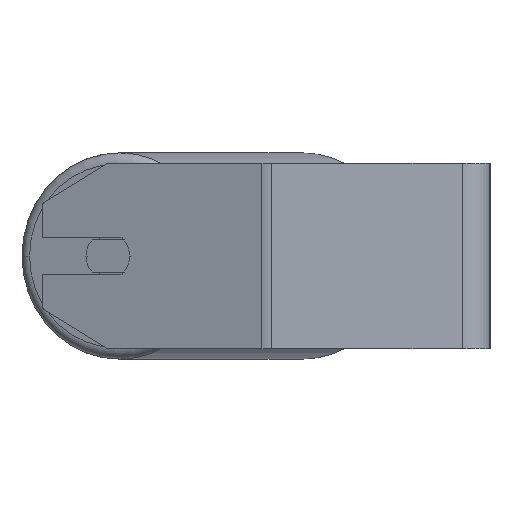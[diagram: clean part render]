
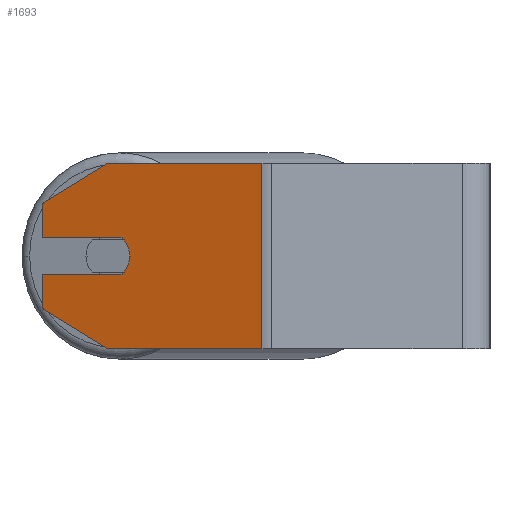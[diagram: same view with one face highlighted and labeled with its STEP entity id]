
A CAD part, left-side view. The second image highlights one B-rep face of the part: STEP entity #1693.
In plain terms, the highlighted planar face has unit normal (-0.94, 0.342, 0).
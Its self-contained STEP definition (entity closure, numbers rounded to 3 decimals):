
#60 = VECTOR ( 'NONE', #4010, 1000. ) ;
#167 = PLANE ( 'NONE',  #3445 ) ;
#256 = VECTOR ( 'NONE', #1603, 1000. ) ;
#259 = AXIS2_PLACEMENT_3D ( 'NONE', #5448, #7274, #3263 ) ;
#292 = VERTEX_POINT ( 'NONE', #5057 ) ;
#550 = LINE ( 'NONE', #3393, #5471 ) ;
#575 = CARTESIAN_POINT ( 'NONE',  ( -279.276, 98.331, -40. ) ) ;
#680 = CARTESIAN_POINT ( 'NONE',  ( -257.122, 159.2, 8. ) ) ;
#982 = CARTESIAN_POINT ( 'NONE',  ( -279.276, 98.331, 40. ) ) ;
#1105 = DIRECTION ( 'NONE',  ( 0., 0., -1. ) ) ;
#1213 = DIRECTION ( 'NONE',  ( -0.342, -0.94, 0. ) ) ;
#1255 = LINE ( 'NONE', #4594, #6077 ) ;
#1544 = VERTEX_POINT ( 'NONE', #575 ) ;
#1603 = DIRECTION ( 'NONE',  ( 0.296, 0.814, -0.5 ) ) ;
#1632 = VERTEX_POINT ( 'NONE', #680 ) ;
#1636 = CARTESIAN_POINT ( 'NONE',  ( -244.809, 193.029, 40. ) ) ;
#1693 = ADVANCED_FACE ( 'NONE', ( #3166 ), #167, .F. ) ;
#1716 = ORIENTED_EDGE ( 'NONE', *, *, #3057, .T. ) ;
#1768 = CARTESIAN_POINT ( 'NONE',  ( -255.07, 164.838, -40. ) ) ;
#1789 = CARTESIAN_POINT ( 'NONE',  ( -244.809, 193.029, 8. ) ) ;
#1918 = EDGE_LOOP ( 'NONE', ( #5505, #6662, #3565, #4541, #6056, #5403, #2463, #1716, #3802, #2617, #2628 ) ) ;
#1926 = CARTESIAN_POINT ( 'NONE',  ( -255.07, 164.838, -40. ) ) ;
#2085 = LINE ( 'NONE', #4463, #256 ) ;
#2158 = VECTOR ( 'NONE', #5655, 1000. ) ;
#2167 = DIRECTION ( 'NONE',  ( -0.342, -0.94, 0. ) ) ;
#2280 = AXIS2_PLACEMENT_3D ( 'NONE', #6732, #5791, #2167 ) ;
#2332 = LINE ( 'NONE', #1768, #3004 ) ;
#2371 = CARTESIAN_POINT ( 'NONE',  ( -244.809, 193.029, -22.679 ) ) ;
#2390 = LINE ( 'NONE', #6838, #60 ) ;
#2440 = EDGE_CURVE ( 'NONE', #3473, #4175, #3917, .T. ) ;
#2463 = ORIENTED_EDGE ( 'NONE', *, *, #6950, .F. ) ;
#2617 = ORIENTED_EDGE ( 'NONE', *, *, #4022, .F. ) ;
#2628 = ORIENTED_EDGE ( 'NONE', *, *, #3465, .F. ) ;
#2803 = EDGE_CURVE ( 'NONE', #292, #2832, #5199, .T. ) ;
#2832 = VERTEX_POINT ( 'NONE', #1789 ) ;
#3004 = VECTOR ( 'NONE', #5741, 1000. ) ;
#3057 = EDGE_CURVE ( 'NONE', #4271, #292, #2085, .T. ) ;
#3078 = EDGE_CURVE ( 'NONE', #3473, #7337, #3862, .T. ) ;
#3099 = CIRCLE ( 'NONE', #259, 10. ) ;
#3166 = FACE_OUTER_BOUND ( 'NONE', #1918, .T. ) ;
#3263 = DIRECTION ( 'NONE',  ( -0.342, -0.94, 0. ) ) ;
#3393 = CARTESIAN_POINT ( 'NONE',  ( -244.809, 193.029, -40. ) ) ;
#3445 = AXIS2_PLACEMENT_3D ( 'NONE', #6984, #5841, #5315 ) ;
#3465 = EDGE_CURVE ( 'NONE', #6564, #1632, #3099, .T. ) ;
#3473 = VERTEX_POINT ( 'NONE', #6603 ) ;
#3543 = EDGE_CURVE ( 'NONE', #6698, #1544, #1255, .T. ) ;
#3565 = ORIENTED_EDGE ( 'NONE', *, *, #3078, .T. ) ;
#3752 = DIRECTION ( 'NONE',  ( 0., 0., -1. ) ) ;
#3802 = ORIENTED_EDGE ( 'NONE', *, *, #2803, .T. ) ;
#3862 = LINE ( 'NONE', #1636, #6762 ) ;
#3874 = CARTESIAN_POINT ( 'NONE',  ( -244.809, 193.029, 8. ) ) ;
#3917 = LINE ( 'NONE', #4021, #4046 ) ;
#3974 = CARTESIAN_POINT ( 'NONE',  ( -244.809, 193.029, 40. ) ) ;
#3986 = EDGE_CURVE ( 'NONE', #6237, #1544, #550, .T. ) ;
#4010 = DIRECTION ( 'NONE',  ( -0.342, -0.94, 0. ) ) ;
#4021 = CARTESIAN_POINT ( 'NONE',  ( -244.809, 193.029, -8. ) ) ;
#4022 = EDGE_CURVE ( 'NONE', #1632, #2832, #6224, .T. ) ;
#4046 = VECTOR ( 'NONE', #1213, 1000. ) ;
#4175 = VERTEX_POINT ( 'NONE', #5925 ) ;
#4271 = VERTEX_POINT ( 'NONE', #6074 ) ;
#4392 = EDGE_CURVE ( 'NONE', #4175, #6564, #4772, .T. ) ;
#4463 = CARTESIAN_POINT ( 'NONE',  ( -244.809, 193.029, 22.679 ) ) ;
#4477 = DIRECTION ( 'NONE',  ( -0.342, -0.94, 0. ) ) ;
#4541 = ORIENTED_EDGE ( 'NONE', *, *, #5069, .T. ) ;
#4594 = CARTESIAN_POINT ( 'NONE',  ( -279.276, 98.331, 40. ) ) ;
#4772 = CIRCLE ( 'NONE', #2280, 10. ) ;
#5057 = CARTESIAN_POINT ( 'NONE',  ( -244.809, 193.029, 22.679 ) ) ;
#5069 = EDGE_CURVE ( 'NONE', #7337, #6237, #2332, .T. ) ;
#5102 = VECTOR ( 'NONE', #5130, 1000. ) ;
#5130 = DIRECTION ( 'NONE',  ( 0., 0., -1. ) ) ;
#5199 = LINE ( 'NONE', #3974, #5102 ) ;
#5315 = DIRECTION ( 'NONE',  ( 0.342, 0.94, 0. ) ) ;
#5403 = ORIENTED_EDGE ( 'NONE', *, *, #3543, .F. ) ;
#5448 = CARTESIAN_POINT ( 'NONE',  ( -255.07, 164.838, 0. ) ) ;
#5471 = VECTOR ( 'NONE', #4477, 1000. ) ;
#5505 = ORIENTED_EDGE ( 'NONE', *, *, #4392, .F. ) ;
#5655 = DIRECTION ( 'NONE',  ( 0.342, 0.94, 0. ) ) ;
#5741 = DIRECTION ( 'NONE',  ( -0.296, -0.814, -0.5 ) ) ;
#5791 = DIRECTION ( 'NONE',  ( -0.94, 0.342, 0. ) ) ;
#5810 = CARTESIAN_POINT ( 'NONE',  ( -258.49, 155.441, 0. ) ) ;
#5841 = DIRECTION ( 'NONE',  ( 0.94, -0.342, 0. ) ) ;
#5925 = CARTESIAN_POINT ( 'NONE',  ( -257.122, 159.2, -8. ) ) ;
#6056 = ORIENTED_EDGE ( 'NONE', *, *, #3986, .T. ) ;
#6074 = CARTESIAN_POINT ( 'NONE',  ( -255.07, 164.838, 40. ) ) ;
#6077 = VECTOR ( 'NONE', #1105, 1000. ) ;
#6224 = LINE ( 'NONE', #3874, #2158 ) ;
#6237 = VERTEX_POINT ( 'NONE', #1926 ) ;
#6564 = VERTEX_POINT ( 'NONE', #5810 ) ;
#6603 = CARTESIAN_POINT ( 'NONE',  ( -244.809, 193.029, -8. ) ) ;
#6662 = ORIENTED_EDGE ( 'NONE', *, *, #2440, .F. ) ;
#6698 = VERTEX_POINT ( 'NONE', #982 ) ;
#6732 = CARTESIAN_POINT ( 'NONE',  ( -255.07, 164.838, 0. ) ) ;
#6762 = VECTOR ( 'NONE', #3752, 1000. ) ;
#6838 = CARTESIAN_POINT ( 'NONE',  ( -244.809, 193.029, 40. ) ) ;
#6950 = EDGE_CURVE ( 'NONE', #4271, #6698, #2390, .T. ) ;
#6984 = CARTESIAN_POINT ( 'NONE',  ( -244.809, 193.029, 40. ) ) ;
#7274 = DIRECTION ( 'NONE',  ( -0.94, 0.342, 0. ) ) ;
#7337 = VERTEX_POINT ( 'NONE', #2371 ) ;
